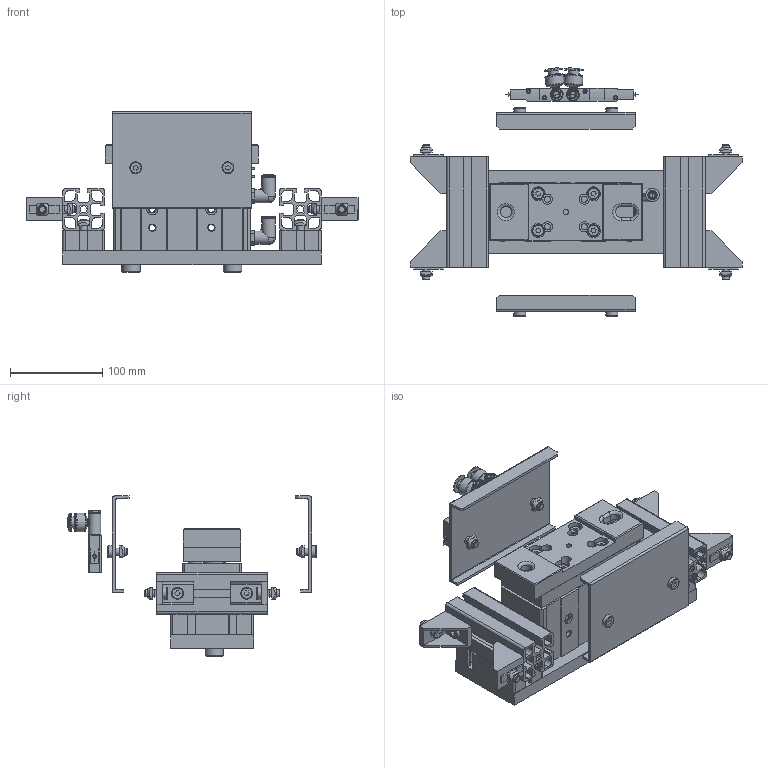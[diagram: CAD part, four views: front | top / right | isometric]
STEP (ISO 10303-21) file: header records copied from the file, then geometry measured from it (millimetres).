
FILE_DESCRIPTION(/* description */ ('Positionierer'),/* implementation_level */ '2;1');
FILE_NAME(/* name */ '430110-0S.step',/* time_stamp */ '2021-09-06T14:53:03+02:00',/* author */ ('MuellerJ'),/* organization */ (''),/* preprocessor_version */ 'ST-DEVELOPER v18.1',/* originating_system */ 'Autodesk Inventor 2021',/* authorisation */ '');
FILE_SCHEMA (('AUTOMOTIVE_DESIGN { 1 0 10303 214 3 1 1 }'));
Length unit declared in the file: millimetre
Products named in the file (24): leer; 43-0102-0FZ.001; 43-0101-0FZ.001; leer_1; leer_2; leer_3; leer_4; leer_5; 43-0111-0FZ.002; leer_6; leer_7; leer_8; 21-1134-1FZ.002; leer_9; 21-1351-0FZ.004; leer_10; leer_11; leer_12; leer_13; leer_14; ø8,5 durch; 20-1033-0FZ.001; leer_15; leer_16
Assembly tree (56 placements, depth 4):
  leer
    43-0102-0FZ.001
    43-0101-0FZ.001
    leer_1  x2
    leer_2
      leer_3
      leer_5  x2
      leer_4
    43-0111-0FZ.002  x2
    21-1351-0FZ.004  x8
    leer_6  x4
    leer_9  x4
    leer_7  x4
    leer_8  x4
      21-1134-1FZ.002
      leer_9
      21-1351-0FZ.004
    leer_10  x4
    leer_11
      leer_12
        leer_13
        leer_14
    ø8,5 durch  x2
    20-1033-0FZ.001  x2
    leer_15  x2
    leer_16  x2
Bounding box: 360 x 269.76 x 173.5 mm (x, y, z)
Volume: 1855178.4 mm3; surface area: 589037.8 mm2
Topology: 62 solids, 62 shells, 2058 faces, 5228 edges, 3419 vertices
Faces by surface type: plane 1251, cylinder 581, cone 165, torus 57, sphere 4
Full cylindrical faces by diameter (mm): 2 x2, 2.4 x6, 4 x2, 4.4 x3, 4.5 x4, 6 x5, 6.6 x4, 6.647 x16, 6.9 x2, 7.782 x5, 8 x48, 8.6 x8, 9 x20, 9.728 x2, 10.15 x2, 11 x4, 11.429 x2, 11.445 x4, 12 x17, 12.2 x2, 12.429 x2, 12.5 x1, 13 x24, 13.2 x2, 13.8 x4, 14.5 x6, 15 x8, 16 x2, 19.5 x2, 20 x8
Entity records: 30707 total; most frequent: CARTESIAN_POINT 5428, DIRECTION 5227, ORIENTED_EDGE 4810, EDGE_CURVE 2405, AXIS2_PLACEMENT_3D 1877, VERTEX_POINT 1569, LINE 1473, VECTOR 1473
